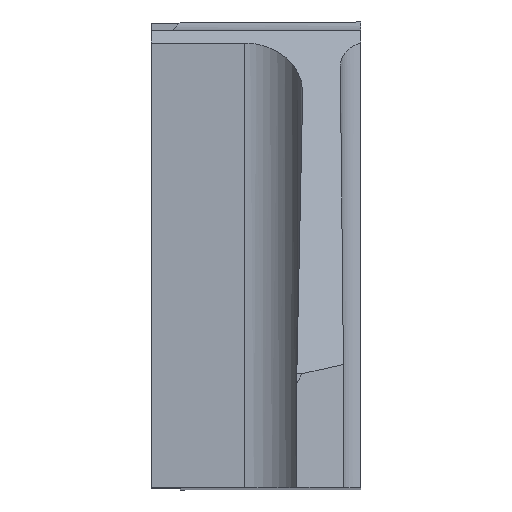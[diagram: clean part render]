
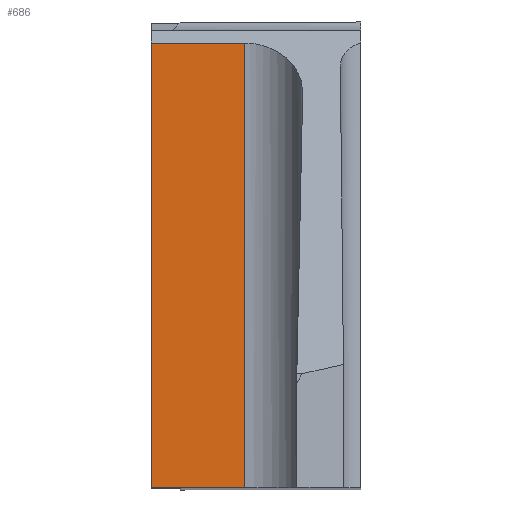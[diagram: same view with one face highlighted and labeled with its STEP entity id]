
A CAD part, top view. The second image highlights one B-rep face of the part: STEP entity #686.
In plain terms, the highlighted planar face has unit normal (0, 0, 1).
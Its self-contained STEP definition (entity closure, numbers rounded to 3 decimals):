
#139 = EDGE_CURVE ( 'NONE', #520, #821, #348, .T. ) ;
#203 = LINE ( 'NONE', #250, #213 ) ;
#213 = VECTOR ( 'NONE', #261, 1000. ) ;
#249 = AXIS2_PLACEMENT_3D ( 'NONE', #1347, #935, #279 ) ;
#250 = CARTESIAN_POINT ( 'NONE',  ( 0., -57.412, 13.199 ) ) ;
#261 = DIRECTION ( 'NONE',  ( 0., 1., 0. ) ) ;
#279 = DIRECTION ( 'NONE',  ( 0., -1., 0. ) ) ;
#306 = FACE_OUTER_BOUND ( 'NONE', #579, .T. ) ;
#329 = VECTOR ( 'NONE', #1116, 1000. ) ;
#337 = LINE ( 'NONE', #750, #329 ) ;
#348 = LINE ( 'NONE', #641, #454 ) ;
#454 = VECTOR ( 'NONE', #687, 1000. ) ;
#520 = VERTEX_POINT ( 'NONE', #1260 ) ;
#579 = EDGE_LOOP ( 'NONE', ( #693, #725, #649, #861 ) ) ;
#626 = VERTEX_POINT ( 'NONE', #1353 ) ;
#641 = CARTESIAN_POINT ( 'NONE',  ( 3.6, -4., 13.2 ) ) ;
#649 = ORIENTED_EDGE ( 'NONE', *, *, #139, .T. ) ;
#655 = EDGE_CURVE ( 'NONE', #626, #806, #337, .T. ) ;
#686 = ADVANCED_FACE ( 'NONE', ( #306 ), #1154, .F. ) ;
#687 = DIRECTION ( 'NONE',  ( 1., 0., 0. ) ) ;
#693 = ORIENTED_EDGE ( 'NONE', *, *, #655, .T. ) ;
#725 = ORIENTED_EDGE ( 'NONE', *, *, #834, .F. ) ;
#750 = CARTESIAN_POINT ( 'NONE',  ( 3.6, 3.63, 13.2 ) ) ;
#806 = VERTEX_POINT ( 'NONE', #1100 ) ;
#821 = VERTEX_POINT ( 'NONE', #876 ) ;
#834 = EDGE_CURVE ( 'NONE', #520, #806, #203, .T. ) ;
#861 = ORIENTED_EDGE ( 'NONE', *, *, #1317, .F. ) ;
#876 = CARTESIAN_POINT ( 'NONE',  ( 1.601, -4., 13.2 ) ) ;
#935 = DIRECTION ( 'NONE',  ( 0., 0., -1. ) ) ;
#989 = LINE ( 'NONE', #1157, #1091 ) ;
#1052 = DIRECTION ( 'NONE',  ( 0., -1., 0. ) ) ;
#1091 = VECTOR ( 'NONE', #1052, 1000. ) ;
#1100 = CARTESIAN_POINT ( 'NONE',  ( 0., 3.63, 13.2 ) ) ;
#1116 = DIRECTION ( 'NONE',  ( -1., 0., 0. ) ) ;
#1154 = PLANE ( 'NONE',  #249 ) ;
#1157 = CARTESIAN_POINT ( 'NONE',  ( 1.601, -4., 13.2 ) ) ;
#1260 = CARTESIAN_POINT ( 'NONE',  ( 0., -4., 13.2 ) ) ;
#1317 = EDGE_CURVE ( 'NONE', #626, #821, #989, .T. ) ;
#1347 = CARTESIAN_POINT ( 'NONE',  ( 0., -57.412, 13.199 ) ) ;
#1353 = CARTESIAN_POINT ( 'NONE',  ( 1.601, 3.63, 13.2 ) ) ;
